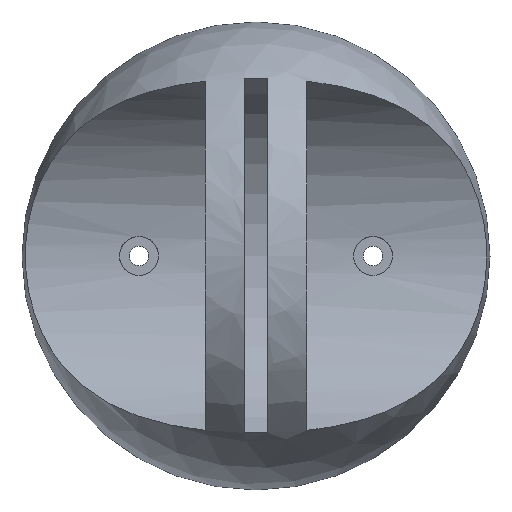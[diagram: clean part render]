
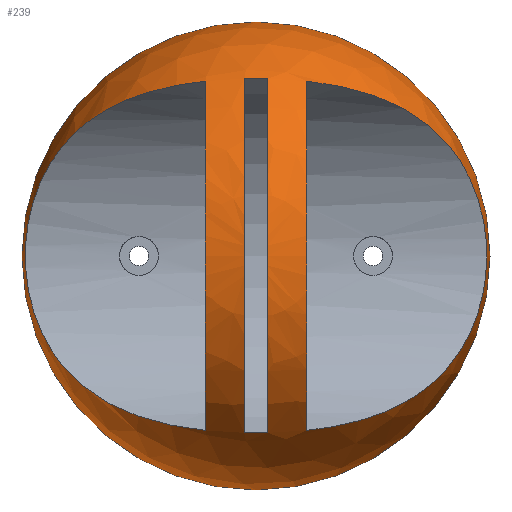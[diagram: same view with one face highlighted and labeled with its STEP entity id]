
A CAD part, top view. The second image highlights one B-rep face of the part: STEP entity #239.
In plain terms, the highlighted spherical face has radius 30 mm.
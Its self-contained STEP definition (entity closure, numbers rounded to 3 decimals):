
#14=SPHERICAL_SURFACE('',#277,30.);
#44=FACE_BOUND('',#106,.T.);
#45=FACE_BOUND('',#107,.T.);
#46=FACE_BOUND('',#108,.T.);
#47=FACE_BOUND('',#109,.T.);
#61=CIRCLE('',#263,29.287);
#63=CIRCLE('',#267,29.962);
#65=CIRCLE('',#270,29.962);
#67=CIRCLE('',#274,29.287);
#69=CIRCLE('',#278,30.);
#106=EDGE_LOOP('',(#203,#204));
#107=EDGE_LOOP('',(#205,#206,#207,#208));
#108=EDGE_LOOP('',(#209,#210));
#109=EDGE_LOOP('',(#211));
#115=B_SPLINE_CURVE_WITH_KNOTS('',3,(#459,#460,#461,#462,#463,#464,#465,
#466,#467,#468,#469,#470,#471,#472,#473,#474,#475,#476,#477,#478,#479,#480,
#481,#482,#483,#484,#485,#486,#487,#488,#489,#490,#491,#492),
 .UNSPECIFIED.,.F.,.F.,(4,2,2,2,2,2,2,2,2,2,2,2,2,2,2,2,4),(0.981,
1.102,1.875,2.647,3.42,3.757,
4.094,4.431,4.769,5.106,5.443,
5.78,6.117,6.89,7.662,8.435,
8.556),.UNSPECIFIED.);
#116=B_SPLINE_CURVE_WITH_KNOTS('',3,(#504,#505,#506,#507,#508,#509),
 .UNSPECIFIED.,.F.,.F.,(4,2,4),(0.971,1.118,1.265),
 .UNSPECIFIED.);
#117=B_SPLINE_CURVE_WITH_KNOTS('',3,(#510,#511,#512,#513,#514,#515),
 .UNSPECIFIED.,.F.,.F.,(4,2,4),(0.971,1.118,1.265),
 .UNSPECIFIED.);
#118=B_SPLINE_CURVE_WITH_KNOTS('',3,(#522,#523,#524,#525,#526,#527,#528,
#529,#530,#531,#532,#533,#534,#535,#536,#537,#538,#539,#540,#541,#542,#543,
#544,#545,#546,#547,#548,#549,#550,#551,#552,#553,#554,#555),
 .UNSPECIFIED.,.F.,.F.,(4,2,2,2,2,2,2,2,2,2,2,2,2,2,2,2,4),(0.981,
1.102,1.875,2.647,3.42,3.757,
4.094,4.431,4.769,5.106,5.443,
5.78,6.117,6.89,7.662,8.435,
8.556),.UNSPECIFIED.);
#131=VERTEX_POINT('',#454);
#132=VERTEX_POINT('',#455);
#133=VERTEX_POINT('',#494);
#134=VERTEX_POINT('',#495);
#135=VERTEX_POINT('',#499);
#136=VERTEX_POINT('',#500);
#137=VERTEX_POINT('',#517);
#138=VERTEX_POINT('',#518);
#139=VERTEX_POINT('',#557);
#152=EDGE_CURVE('',#131,#132,#61,.T.);
#154=EDGE_CURVE('',#132,#131,#115,.T.);
#155=EDGE_CURVE('',#133,#134,#63,.T.);
#157=EDGE_CURVE('',#135,#136,#65,.T.);
#159=EDGE_CURVE('',#136,#133,#116,.T.);
#160=EDGE_CURVE('',#134,#135,#117,.T.);
#161=EDGE_CURVE('',#137,#138,#67,.T.);
#163=EDGE_CURVE('',#138,#137,#118,.T.);
#164=EDGE_CURVE('',#139,#139,#69,.T.);
#203=ORIENTED_EDGE('',*,*,#154,.T.);
#204=ORIENTED_EDGE('',*,*,#152,.T.);
#205=ORIENTED_EDGE('',*,*,#157,.T.);
#206=ORIENTED_EDGE('',*,*,#159,.T.);
#207=ORIENTED_EDGE('',*,*,#155,.T.);
#208=ORIENTED_EDGE('',*,*,#160,.T.);
#209=ORIENTED_EDGE('',*,*,#163,.T.);
#210=ORIENTED_EDGE('',*,*,#161,.T.);
#211=ORIENTED_EDGE('',*,*,#164,.F.);
#239=ADVANCED_FACE('',(#44,#45,#46,#47),#14,.T.);
#263=AXIS2_PLACEMENT_3D('',#456,#320,#321);
#267=AXIS2_PLACEMENT_3D('',#496,#328,#329);
#270=AXIS2_PLACEMENT_3D('',#501,#334,#335);
#274=AXIS2_PLACEMENT_3D('',#519,#342,#343);
#277=AXIS2_PLACEMENT_3D('',#556,#348,#349);
#278=AXIS2_PLACEMENT_3D('',#558,#350,#351);
#320=DIRECTION('center_axis',(-1.,0.,0.));
#321=DIRECTION('ref_axis',(0.,0.,-1.));
#328=DIRECTION('center_axis',(-1.,0.,0.));
#329=DIRECTION('ref_axis',(0.,0.,-1.));
#334=DIRECTION('center_axis',(1.,0.,0.));
#335=DIRECTION('ref_axis',(0.,0.,1.));
#342=DIRECTION('center_axis',(1.,0.,0.));
#343=DIRECTION('ref_axis',(0.,0.,1.));
#348=DIRECTION('center_axis',(0.,0.,1.));
#349=DIRECTION('ref_axis',(1.,0.,0.));
#350=DIRECTION('center_axis',(0.,0.,-1.));
#351=DIRECTION('ref_axis',(-1.,0.,0.));
#454=CARTESIAN_POINT('',(6.5,-22.39,18.879));
#455=CARTESIAN_POINT('',(6.5,22.39,18.879));
#456=CARTESIAN_POINT('Origin',(6.5,0.,0.));
#459=CARTESIAN_POINT('Ctrl Pts',(6.5,22.39,18.879));
#460=CARTESIAN_POINT('Ctrl Pts',(6.898,22.348,18.793));
#461=CARTESIAN_POINT('Ctrl Pts',(7.294,22.3,18.699));
#462=CARTESIAN_POINT('Ctrl Pts',(10.2,21.919,17.954));
#463=CARTESIAN_POINT('Ctrl Pts',(12.626,21.403,17.011));
#464=CARTESIAN_POINT('Ctrl Pts',(17.12,19.881,14.783));
#465=CARTESIAN_POINT('Ctrl Pts',(19.194,18.87,13.5));
#466=CARTESIAN_POINT('Ctrl Pts',(22.866,16.264,10.925));
#467=CARTESIAN_POINT('Ctrl Pts',(24.467,14.669,9.635));
#468=CARTESIAN_POINT('Ctrl Pts',(26.356,11.934,8.011));
#469=CARTESIAN_POINT('Ctrl Pts',(26.897,11.012,7.53));
#470=CARTESIAN_POINT('Ctrl Pts',(27.849,9.025,6.661));
#471=CARTESIAN_POINT('Ctrl Pts',(28.262,7.96,6.273));
#472=CARTESIAN_POINT('Ctrl Pts',(28.924,5.746,5.642));
#473=CARTESIAN_POINT('Ctrl Pts',(29.174,4.595,5.398));
#474=CARTESIAN_POINT('Ctrl Pts',(29.502,2.284,5.077));
#475=CARTESIAN_POINT('Ctrl Pts',(29.58,1.124,5.));
#476=CARTESIAN_POINT('Ctrl Pts',(29.58,-1.124,5.));
#477=CARTESIAN_POINT('Ctrl Pts',(29.502,-2.284,5.077));
#478=CARTESIAN_POINT('Ctrl Pts',(29.174,-4.595,5.398));
#479=CARTESIAN_POINT('Ctrl Pts',(28.924,-5.746,5.642));
#480=CARTESIAN_POINT('Ctrl Pts',(28.262,-7.96,6.273));
#481=CARTESIAN_POINT('Ctrl Pts',(27.849,-9.025,6.661));
#482=CARTESIAN_POINT('Ctrl Pts',(26.897,-11.012,7.53));
#483=CARTESIAN_POINT('Ctrl Pts',(26.356,-11.934,8.011));
#484=CARTESIAN_POINT('Ctrl Pts',(24.467,-14.669,9.635));
#485=CARTESIAN_POINT('Ctrl Pts',(22.866,-16.264,10.925));
#486=CARTESIAN_POINT('Ctrl Pts',(19.194,-18.87,13.5));
#487=CARTESIAN_POINT('Ctrl Pts',(17.12,-19.881,14.783));
#488=CARTESIAN_POINT('Ctrl Pts',(12.626,-21.403,17.011));
#489=CARTESIAN_POINT('Ctrl Pts',(10.2,-21.919,17.954));
#490=CARTESIAN_POINT('Ctrl Pts',(7.294,-22.3,18.699));
#491=CARTESIAN_POINT('Ctrl Pts',(6.898,-22.348,18.793));
#492=CARTESIAN_POINT('Ctrl Pts',(6.5,-22.39,18.879));
#494=CARTESIAN_POINT('',(-1.5,-22.709,19.546));
#495=CARTESIAN_POINT('',(-1.5,22.709,19.546));
#496=CARTESIAN_POINT('Origin',(-1.5,0.,0.));
#499=CARTESIAN_POINT('',(1.5,22.709,19.546));
#500=CARTESIAN_POINT('',(1.5,-22.709,19.546));
#501=CARTESIAN_POINT('Origin',(1.5,0.,0.));
#504=CARTESIAN_POINT('Ctrl Pts',(1.5,-22.709,19.546));
#505=CARTESIAN_POINT('Ctrl Pts',(0.991,-22.721,19.571));
#506=CARTESIAN_POINT('Ctrl Pts',(0.49,-22.726,19.583));
#507=CARTESIAN_POINT('Ctrl Pts',(-0.49,-22.726,19.583));
#508=CARTESIAN_POINT('Ctrl Pts',(-0.991,-22.721,19.571));
#509=CARTESIAN_POINT('Ctrl Pts',(-1.5,-22.709,19.546));
#510=CARTESIAN_POINT('Ctrl Pts',(-1.5,22.709,19.546));
#511=CARTESIAN_POINT('Ctrl Pts',(-0.991,22.721,19.571));
#512=CARTESIAN_POINT('Ctrl Pts',(-0.49,22.726,19.583));
#513=CARTESIAN_POINT('Ctrl Pts',(0.49,22.726,19.583));
#514=CARTESIAN_POINT('Ctrl Pts',(0.991,22.721,19.571));
#515=CARTESIAN_POINT('Ctrl Pts',(1.5,22.709,19.546));
#517=CARTESIAN_POINT('',(-6.5,22.39,18.879));
#518=CARTESIAN_POINT('',(-6.5,-22.39,18.879));
#519=CARTESIAN_POINT('Origin',(-6.5,0.,0.));
#522=CARTESIAN_POINT('Ctrl Pts',(-6.5,-22.39,18.879));
#523=CARTESIAN_POINT('Ctrl Pts',(-6.898,-22.348,18.793));
#524=CARTESIAN_POINT('Ctrl Pts',(-7.294,-22.3,18.699));
#525=CARTESIAN_POINT('Ctrl Pts',(-10.2,-21.919,17.954));
#526=CARTESIAN_POINT('Ctrl Pts',(-12.626,-21.403,17.011));
#527=CARTESIAN_POINT('Ctrl Pts',(-17.12,-19.881,14.783));
#528=CARTESIAN_POINT('Ctrl Pts',(-19.194,-18.87,13.5));
#529=CARTESIAN_POINT('Ctrl Pts',(-22.866,-16.264,10.925));
#530=CARTESIAN_POINT('Ctrl Pts',(-24.467,-14.669,9.635));
#531=CARTESIAN_POINT('Ctrl Pts',(-26.356,-11.934,8.011));
#532=CARTESIAN_POINT('Ctrl Pts',(-26.897,-11.012,7.53));
#533=CARTESIAN_POINT('Ctrl Pts',(-27.849,-9.025,6.661));
#534=CARTESIAN_POINT('Ctrl Pts',(-28.262,-7.96,6.273));
#535=CARTESIAN_POINT('Ctrl Pts',(-28.924,-5.746,5.642));
#536=CARTESIAN_POINT('Ctrl Pts',(-29.174,-4.595,5.398));
#537=CARTESIAN_POINT('Ctrl Pts',(-29.502,-2.284,5.077));
#538=CARTESIAN_POINT('Ctrl Pts',(-29.58,-1.124,5.));
#539=CARTESIAN_POINT('Ctrl Pts',(-29.58,1.124,5.));
#540=CARTESIAN_POINT('Ctrl Pts',(-29.502,2.284,5.077));
#541=CARTESIAN_POINT('Ctrl Pts',(-29.174,4.595,5.398));
#542=CARTESIAN_POINT('Ctrl Pts',(-28.924,5.746,5.642));
#543=CARTESIAN_POINT('Ctrl Pts',(-28.262,7.96,6.273));
#544=CARTESIAN_POINT('Ctrl Pts',(-27.849,9.025,6.661));
#545=CARTESIAN_POINT('Ctrl Pts',(-26.897,11.012,7.53));
#546=CARTESIAN_POINT('Ctrl Pts',(-26.356,11.934,8.011));
#547=CARTESIAN_POINT('Ctrl Pts',(-24.467,14.669,9.635));
#548=CARTESIAN_POINT('Ctrl Pts',(-22.866,16.264,10.925));
#549=CARTESIAN_POINT('Ctrl Pts',(-19.194,18.87,13.5));
#550=CARTESIAN_POINT('Ctrl Pts',(-17.12,19.881,14.783));
#551=CARTESIAN_POINT('Ctrl Pts',(-12.626,21.403,17.011));
#552=CARTESIAN_POINT('Ctrl Pts',(-10.2,21.919,17.954));
#553=CARTESIAN_POINT('Ctrl Pts',(-7.294,22.3,18.699));
#554=CARTESIAN_POINT('Ctrl Pts',(-6.898,22.348,18.793));
#555=CARTESIAN_POINT('Ctrl Pts',(-6.5,22.39,18.879));
#556=CARTESIAN_POINT('Origin',(0.,0.,0.));
#557=CARTESIAN_POINT('',(30.,0.,0.));
#558=CARTESIAN_POINT('Origin',(0.,0.,0.));
